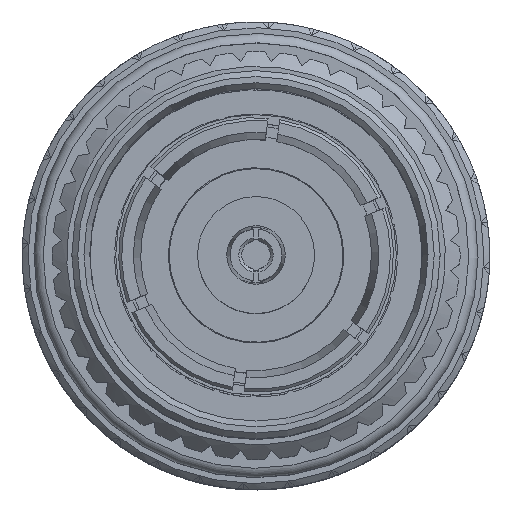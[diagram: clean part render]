
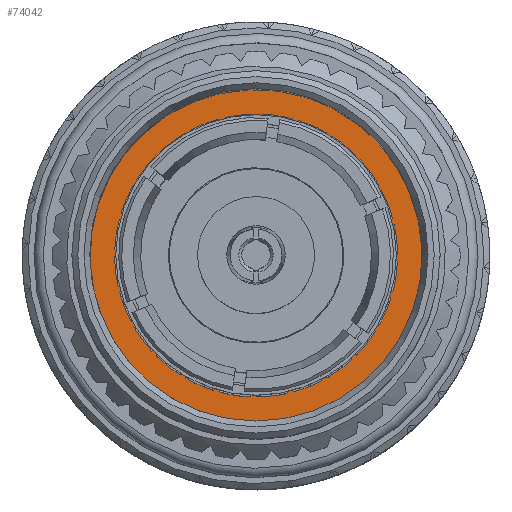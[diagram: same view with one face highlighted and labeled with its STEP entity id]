
A CAD part, top view. The second image highlights one B-rep face of the part: STEP entity #74042.
In plain terms, the highlighted planar face has unit normal (0, 0, 1).
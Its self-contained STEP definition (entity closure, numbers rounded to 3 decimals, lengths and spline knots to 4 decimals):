
#15669=PLANE('',#113829);
#37314=ORIENTED_EDGE('',*,*,#49261,.T.);
#37315=ORIENTED_EDGE('',*,*,#49260,.F.);
#49260=EDGE_CURVE('',#55582,#55582,#56652,.T.);
#49261=EDGE_CURVE('',#55583,#55583,#56653,.T.);
#55582=VERTEX_POINT('',#257876);
#55583=VERTEX_POINT('',#257879);
#56652=CIRCLE('',#113828,2.84);
#56653=CIRCLE('',#113830,2.3193);
#62034=EDGE_LOOP('',(#37314));
#62035=EDGE_LOOP('',(#37315));
#67476=FACE_BOUND('',#62034,.T.);
#67477=FACE_BOUND('',#62035,.T.);
#74042=ADVANCED_FACE('',(#67476,#67477),#15669,.F.);
#113828=AXIS2_PLACEMENT_3D('',#257875,#119897,#119898);
#113829=AXIS2_PLACEMENT_3D('',#257877,#119899,#119900);
#113830=AXIS2_PLACEMENT_3D('',#257878,#119901,#119902);
#119897=DIRECTION('',(0.,0.,-1.));
#119898=DIRECTION('',(-0.924,-0.383,0.));
#119899=DIRECTION('',(0.,0.,-1.));
#119900=DIRECTION('',(-0.924,-0.383,0.));
#119901=DIRECTION('',(0.,0.,-1.));
#119902=DIRECTION('',(-0.924,-0.383,0.));
#257875=CARTESIAN_POINT('',(0.0012,-0.0013,4.475));
#257876=CARTESIAN_POINT('',(-2.6222,-1.0892,4.475));
#257877=CARTESIAN_POINT('',(-1.0867,2.6221,4.475));
#257878=CARTESIAN_POINT('',(0.0012,-0.0013,4.475));
#257879=CARTESIAN_POINT('',(-2.1413,-0.8897,4.475));
